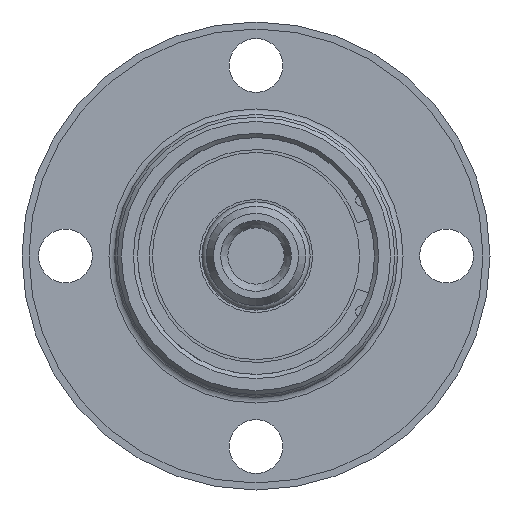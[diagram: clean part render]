
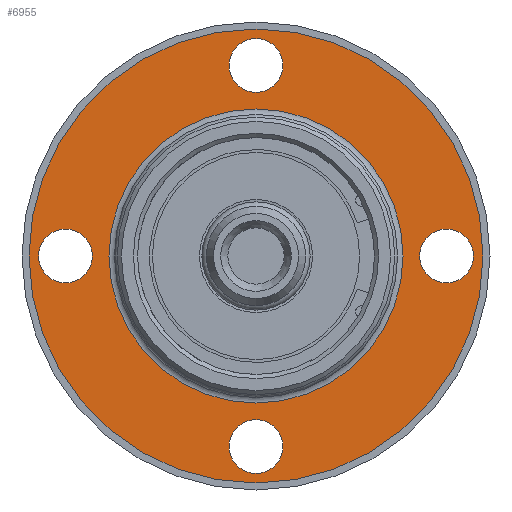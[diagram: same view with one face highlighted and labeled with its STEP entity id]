
A CAD part, left-side view. The second image highlights one B-rep face of the part: STEP entity #6955.
In plain terms, the highlighted planar face has unit normal (-1, 0, 0).
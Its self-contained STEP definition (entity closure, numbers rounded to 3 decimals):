
#366=FACE_BOUND('',#2633,.T.);
#367=FACE_BOUND('',#2634,.T.);
#368=FACE_BOUND('',#2635,.T.);
#369=FACE_BOUND('',#2636,.T.);
#370=FACE_BOUND('',#2637,.T.);
#586=PLANE('',#7426);
#2210=FACE_OUTER_BOUND('',#2632,.T.);
#2632=EDGE_LOOP('',(#6359,#6360));
#2633=EDGE_LOOP('',(#6361));
#2634=EDGE_LOOP('',(#6362));
#2635=EDGE_LOOP('',(#6363));
#2636=EDGE_LOOP('',(#6364));
#2637=EDGE_LOOP('',(#6365,#6366));
#2807=CIRCLE('',#7417,17.746);
#2812=CIRCLE('',#7422,17.746);
#2815=CIRCLE('',#7427,27.4);
#2816=CIRCLE('',#7428,27.4);
#2817=CIRCLE('',#7429,3.25);
#2818=CIRCLE('',#7430,3.25);
#2819=CIRCLE('',#7431,3.25);
#2820=CIRCLE('',#7432,3.25);
#3478=VERTEX_POINT('',#12511);
#3479=VERTEX_POINT('',#12512);
#3485=VERTEX_POINT('',#12529);
#3486=VERTEX_POINT('',#12530);
#3487=VERTEX_POINT('',#12533);
#3488=VERTEX_POINT('',#12535);
#3489=VERTEX_POINT('',#12537);
#3490=VERTEX_POINT('',#12539);
#4450=EDGE_CURVE('',#3478,#3479,#2807,.T.);
#4455=EDGE_CURVE('',#3479,#3478,#2812,.T.);
#4459=EDGE_CURVE('',#3485,#3486,#2815,.T.);
#4460=EDGE_CURVE('',#3486,#3485,#2816,.T.);
#4461=EDGE_CURVE('',#3487,#3487,#2817,.T.);
#4462=EDGE_CURVE('',#3488,#3488,#2818,.T.);
#4463=EDGE_CURVE('',#3489,#3489,#2819,.T.);
#4464=EDGE_CURVE('',#3490,#3490,#2820,.T.);
#6359=ORIENTED_EDGE('',*,*,#4459,.F.);
#6360=ORIENTED_EDGE('',*,*,#4460,.F.);
#6361=ORIENTED_EDGE('',*,*,#4461,.T.);
#6362=ORIENTED_EDGE('',*,*,#4462,.T.);
#6363=ORIENTED_EDGE('',*,*,#4463,.T.);
#6364=ORIENTED_EDGE('',*,*,#4464,.T.);
#6365=ORIENTED_EDGE('',*,*,#4450,.F.);
#6366=ORIENTED_EDGE('',*,*,#4455,.F.);
#6955=ADVANCED_FACE('',(#2210,#366,#367,#368,#369,#370),#586,.T.);
#7417=AXIS2_PLACEMENT_3D('',#12513,#8901,#8902);
#7422=AXIS2_PLACEMENT_3D('',#12521,#8911,#8912);
#7426=AXIS2_PLACEMENT_3D('',#12528,#8920,#8921);
#7427=AXIS2_PLACEMENT_3D('',#12531,#8922,#8923);
#7428=AXIS2_PLACEMENT_3D('',#12532,#8924,#8925);
#7429=AXIS2_PLACEMENT_3D('',#12534,#8926,#8927);
#7430=AXIS2_PLACEMENT_3D('',#12536,#8928,#8929);
#7431=AXIS2_PLACEMENT_3D('',#12538,#8930,#8931);
#7432=AXIS2_PLACEMENT_3D('',#12540,#8932,#8933);
#8901=DIRECTION('center_axis',(-1.,0.,0.));
#8902=DIRECTION('ref_axis',(0.,-1.,0.));
#8911=DIRECTION('center_axis',(-1.,0.,0.));
#8912=DIRECTION('ref_axis',(0.,-1.,0.));
#8920=DIRECTION('center_axis',(-1.,0.,0.));
#8921=DIRECTION('ref_axis',(0.,0.,1.));
#8922=DIRECTION('center_axis',(1.,0.,0.));
#8923=DIRECTION('ref_axis',(0.,1.,0.));
#8924=DIRECTION('center_axis',(1.,0.,0.));
#8925=DIRECTION('ref_axis',(0.,1.,0.));
#8926=DIRECTION('center_axis',(1.,0.,0.));
#8927=DIRECTION('ref_axis',(0.,0.,-1.));
#8928=DIRECTION('center_axis',(1.,0.,0.));
#8929=DIRECTION('ref_axis',(0.,1.,0.));
#8930=DIRECTION('center_axis',(1.,0.,0.));
#8931=DIRECTION('ref_axis',(0.,0.,1.));
#8932=DIRECTION('center_axis',(1.,0.,0.));
#8933=DIRECTION('ref_axis',(0.,-1.,0.));
#12511=CARTESIAN_POINT('',(56.9,17.746,0.));
#12512=CARTESIAN_POINT('',(56.9,0.,17.746));
#12513=CARTESIAN_POINT('Origin',(56.9,0.,0.));
#12521=CARTESIAN_POINT('Origin',(56.9,0.,0.));
#12528=CARTESIAN_POINT('Origin',(56.9,22.073,0.));
#12529=CARTESIAN_POINT('',(56.9,27.4,0.));
#12530=CARTESIAN_POINT('',(56.9,-27.4,0.));
#12531=CARTESIAN_POINT('Origin',(56.9,0.,0.));
#12532=CARTESIAN_POINT('Origin',(56.9,0.,0.));
#12533=CARTESIAN_POINT('',(56.9,23.,3.25));
#12534=CARTESIAN_POINT('Origin',(56.9,23.,0.));
#12535=CARTESIAN_POINT('',(56.9,-3.25,23.));
#12536=CARTESIAN_POINT('Origin',(56.9,0.,23.));
#12537=CARTESIAN_POINT('',(56.9,-23.,-3.25));
#12538=CARTESIAN_POINT('Origin',(56.9,-23.,0.));
#12539=CARTESIAN_POINT('',(56.9,3.25,-23.));
#12540=CARTESIAN_POINT('Origin',(56.9,0.,-23.));
